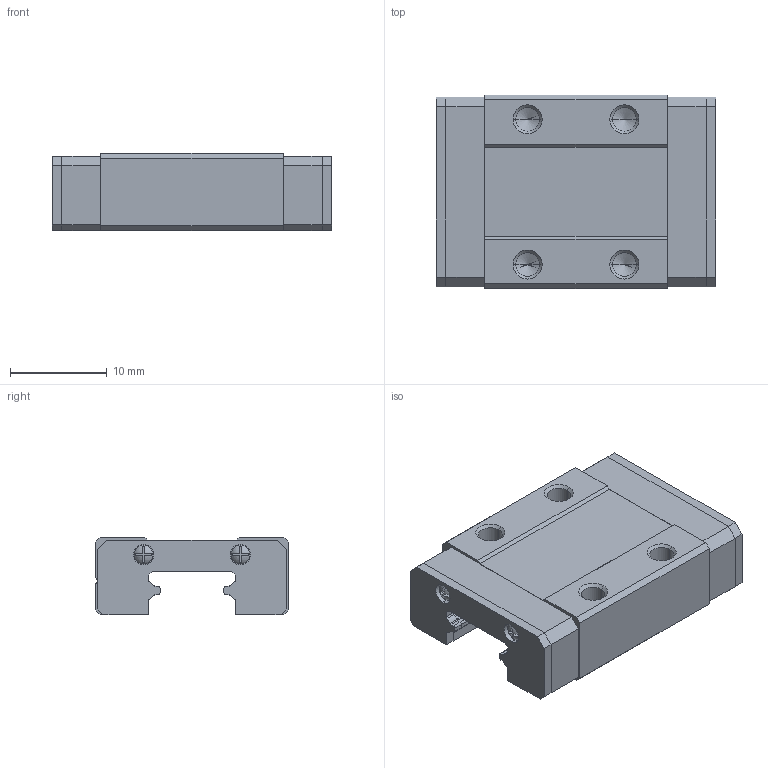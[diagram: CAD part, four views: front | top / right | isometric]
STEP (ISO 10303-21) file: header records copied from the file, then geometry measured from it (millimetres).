
FILE_DESCRIPTION(('starvars output'),'2;1');
FILE_NAME('cv20200803183047000017526.stp','18:30:47 2020/08/03',( 'Thomas Industrial Network Germany GmbH'),( 'Thomas Industrial Network Germany GmbH'),'unknown preprocess','ACIS' ,'unknown authorization');
FILE_SCHEMA(('AUTOMOTIVE_DESIGN_CC2 {UNKNOWN IMPLEMENTATION LEVEL}'));
Length unit declared in the file: millimetre
Products named in the file (9): PRODUCT_ID_1; PRODUCT_ID_2; PRODUCT_ID_3; PRODUCT_ID_4; PRODUCT_ID_5; PRODUCT_ID_6; PRODUCT_ID_7; PRODUCT_ID_8; PRODUCT_ID_9
Bounding box: 28.9 x 20 x 8 mm (x, y, z)
Volume: 3287.1 mm3; surface area: 3238.5 mm2
Topology: 9 solids, 9 shells, 334 faces, 892 edges, 580 vertices
Faces by surface type: plane 189, cylinder 105, cone 32, sphere 8
Entity records: 13152 total; most frequent: ORIENTED_EDGE 1768, CARTESIAN_POINT 1655, DIRECTION 1598, EDGE_CURVE 884, VERTEX_POINT 580, VECTOR 552, LINE 552, AXIS2_PLACEMENT_3D 523
